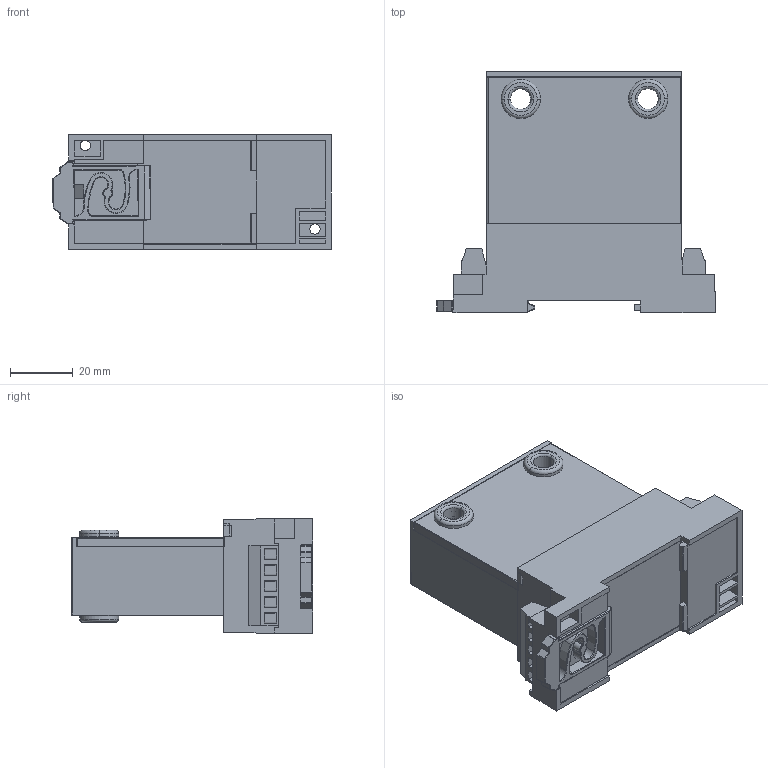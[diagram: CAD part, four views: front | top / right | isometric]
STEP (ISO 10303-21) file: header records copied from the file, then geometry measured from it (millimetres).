
FILE_DESCRIPTION (( 'STEP AP203' ), '1' );
FILE_NAME ('CR6230_31_40_41_CR4260.STEP', '2015-09-18T21:49:31', ( 'Dave Forsythe' ), ( '' ), 'SwSTEP 2.0', 'SolidWorks 2004231', '' );
FILE_SCHEMA (( 'CONFIG_CONTROL_DESIGN' ));
Length unit declared in the file: inch
Products named in the file (19): M000713-Term-Block-PCB-5-4-3-Space_4-space; Resistor .53 spacing_.50 spacing; S002053A-RMS-PCB-ASY-4100_Pins Cut; Trimpot; M001551 RevB - Clip, Trans Mounting - Din Rail; M001550 RevB - Cover, Trans Low Base - Bottom; M001559 insert, transducer small hole; CR6230_31_40_41_CR4260; M001560A -Cover, Trans Tall - No Hole_S001560-2; M001552 RevB - Base, Trans Lower - Universal_Printed; M001558A-Case, Trans Tall - No Hole_S001558-2; S002052-PCB_S002055-SUB-20; Cap; M000713-Term-Block-PCB-5-4-3-Space; M002052-CR4110-4120-PCB-Main; M002055-Pin_Pins Cut; M002053-CR4110-4120-PCB-RMS; M002203; M001553 RevB - Cover, Trans Lowr Base Trimpot
Assembly tree (23 placements, depth 4):
  CR6230_31_40_41_CR4260
    M000713-Term-Block-PCB-5-4-3-Space_4-space
    M001551 RevB - Clip, Trans Mounting - Din Rail
    M001552 RevB - Base, Trans Lower - Universal_Printed
    M001560A -Cover, Trans Tall - No Hole_S001560-2
    M001559 insert, transducer small hole  x4
    M001558A-Case, Trans Tall - No Hole_S001558-2
    M001553 RevB - Cover, Trans Lowr Base Trimpot
    S002052-PCB_S002055-SUB-20
      M002203
      Cap  x2
      Trimpot  x2
      M000713-Term-Block-PCB-5-4-3-Space
      M002052-CR4110-4120-PCB-Main
      S002053A-RMS-PCB-ASY-4100_Pins Cut
        M002055-Pin_Pins Cut
        M002053-CR4110-4120-PCB-RMS
      Resistor .53 spacing_.50 spacing
    M001550 RevB - Cover, Trans Low Base - Bottom
Bounding box: 88.57 x 76.8 x 36.59 mm (x, y, z)
Volume: 50221.3 mm3; surface area: 60017.1 mm2
Topology: 32 solids, 32 shells, 1756 faces, 4565 edges, 2970 vertices
Faces by surface type: plane 1163, cylinder 464, torus 73, sphere 25, bspline 25, cone 6
Entity records: 55829 total; most frequent: CARTESIAN_POINT 11853, ORIENTED_EDGE 8646, DIRECTION 8500, EDGE_CURVE 4323, VECTOR 3296, LINE 3296, VERTEX_POINT 2833, AXIS2_PLACEMENT_3D 2602
